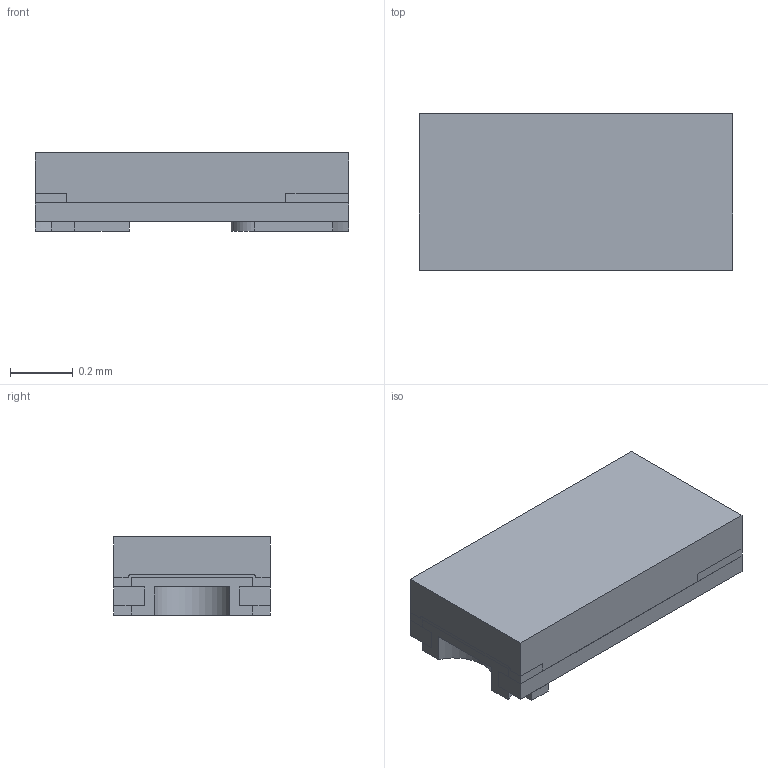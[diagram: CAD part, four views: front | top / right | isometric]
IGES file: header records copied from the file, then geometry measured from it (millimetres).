
Start section: Elysium IGES Interface
Global section: file name: 61H5P.igs; native system: CoCreate Modeling 17.0  01-Apr-2010; preprocessor: CoCreate IGES_3D V2.2; author: Unknown; organization: Unknown; date: 20120926.133405; units: millimetre
Bounding box: 1 x 0.5 x 0.25 mm (x, y, z)
Volume: 0.1 mm3; surface area: 4.2 mm2
Topology: 6 solids, 6 shells, 126 faces, 342 edges, 228 vertices
Faces by surface type: bspline 126
